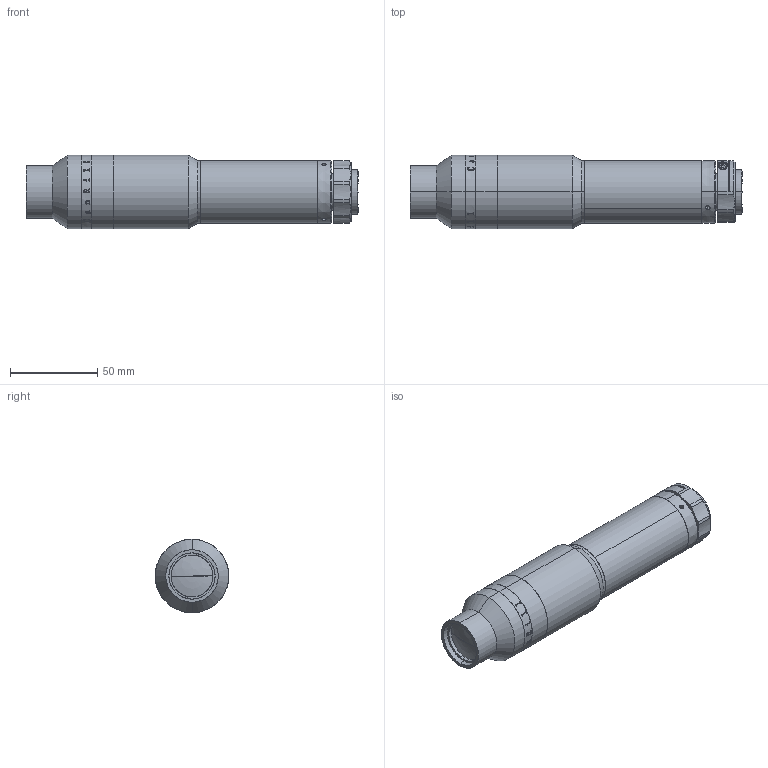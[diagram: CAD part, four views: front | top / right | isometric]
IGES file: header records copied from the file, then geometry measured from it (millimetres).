
Start section: SolidWorks IGES file using analytic representation for surfaces
Global section: file name: XF-NH07X194.IGS; native system: SolidWorks 2014; preprocessor: SolidWorks 2014; author: lawlynn; date: 190925.112544; units: millimetre
Bounding box: 189.83 x 42 x 42 mm (x, y, z)
Surface area: 29028.5 mm2 (no closed solid volume)
Topology: 0 solids, 0 shells, 142 faces, 4586 edges, 4583 vertices
Faces by surface type: revolution 86, bspline 56
